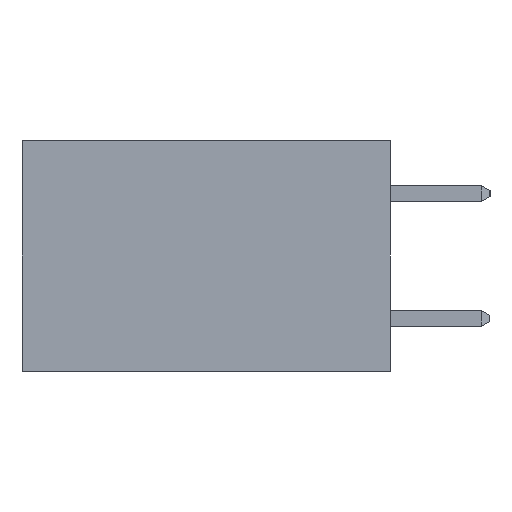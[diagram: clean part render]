
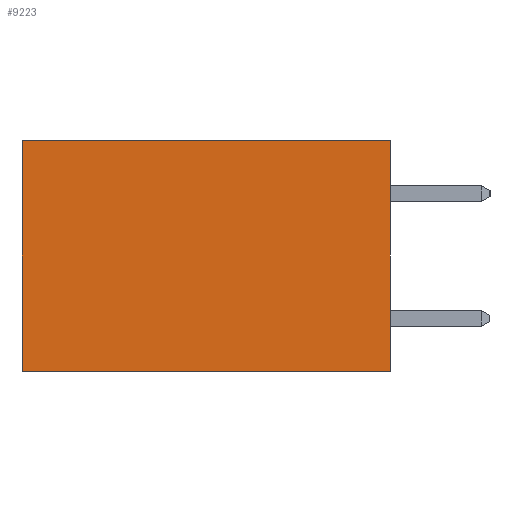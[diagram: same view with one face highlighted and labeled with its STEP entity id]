
A CAD part, left-side view. The second image highlights one B-rep face of the part: STEP entity #9223.
In plain terms, the highlighted planar face has unit normal (-1, 0, 0).
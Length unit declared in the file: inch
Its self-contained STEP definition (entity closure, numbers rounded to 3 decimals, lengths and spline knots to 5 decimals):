
#431 = VERTEX_POINT ( 'NONE', #4672 ) ;
#845 = CARTESIAN_POINT ( 'NONE',  ( 0.277, 0., -0.37 ) ) ;
#1519 = VECTOR ( 'NONE', #12867, 39.37008 ) ;
#1599 = ORIENTED_EDGE ( 'NONE', *, *, #10047, .F. ) ;
#2890 = EDGE_LOOP ( 'NONE', ( #4842, #4002, #1599, #5792 ) ) ;
#2912 = VECTOR ( 'NONE', #8623, 39.37008 ) ;
#3026 = VERTEX_POINT ( 'NONE', #12177 ) ;
#3730 = CARTESIAN_POINT ( 'NONE',  ( 0.277, 0.59, -0.37 ) ) ;
#4002 = ORIENTED_EDGE ( 'NONE', *, *, #10997, .F. ) ;
#4559 = LINE ( 'NONE', #11348, #1519 ) ;
#4672 = CARTESIAN_POINT ( 'NONE',  ( 0.277, 0.59, 0. ) ) ;
#4842 = ORIENTED_EDGE ( 'NONE', *, *, #11712, .T. ) ;
#4868 = AXIS2_PLACEMENT_3D ( 'NONE', #5175, #14280, #7702 ) ;
#5175 = CARTESIAN_POINT ( 'NONE',  ( 0.277, 0., -0.37 ) ) ;
#5792 = ORIENTED_EDGE ( 'NONE', *, *, #7574, .T. ) ;
#6180 = LINE ( 'NONE', #845, #14422 ) ;
#7213 = VERTEX_POINT ( 'NONE', #7664 ) ;
#7574 = EDGE_CURVE ( 'NONE', #13943, #431, #4559, .T. ) ;
#7664 = CARTESIAN_POINT ( 'NONE',  ( 0.277, 0.59, -0.37 ) ) ;
#7702 = DIRECTION ( 'NONE',  ( 0., 0., -1. ) ) ;
#8623 = DIRECTION ( 'NONE',  ( 0., 0., -1. ) ) ;
#9223 = ADVANCED_FACE ( 'NONE', ( #11570 ), #13190, .F. ) ;
#9612 = CARTESIAN_POINT ( 'NONE',  ( 0.277, 0., -0.37 ) ) ;
#9823 = VECTOR ( 'NONE', #14006, 39.37008 ) ;
#10047 = EDGE_CURVE ( 'NONE', #13943, #3026, #6180, .T. ) ;
#10997 = EDGE_CURVE ( 'NONE', #3026, #7213, #12699, .T. ) ;
#11348 = CARTESIAN_POINT ( 'NONE',  ( 0.277, 0., 0. ) ) ;
#11570 = FACE_OUTER_BOUND ( 'NONE', #2890, .T. ) ;
#11712 = EDGE_CURVE ( 'NONE', #431, #7213, #12195, .T. ) ;
#12177 = CARTESIAN_POINT ( 'NONE',  ( 0.277, 0., -0.37 ) ) ;
#12195 = LINE ( 'NONE', #3730, #2912 ) ;
#12426 = DIRECTION ( 'NONE',  ( 0., 0., -1. ) ) ;
#12597 = CARTESIAN_POINT ( 'NONE',  ( 0.277, 0., 0. ) ) ;
#12699 = LINE ( 'NONE', #9612, #9823 ) ;
#12867 = DIRECTION ( 'NONE',  ( 0., 1., 0. ) ) ;
#13190 = PLANE ( 'NONE',  #4868 ) ;
#13943 = VERTEX_POINT ( 'NONE', #12597 ) ;
#14006 = DIRECTION ( 'NONE',  ( 0., 1., 0. ) ) ;
#14280 = DIRECTION ( 'NONE',  ( 1., 0., 0. ) ) ;
#14422 = VECTOR ( 'NONE', #12426, 39.37008 ) ;
